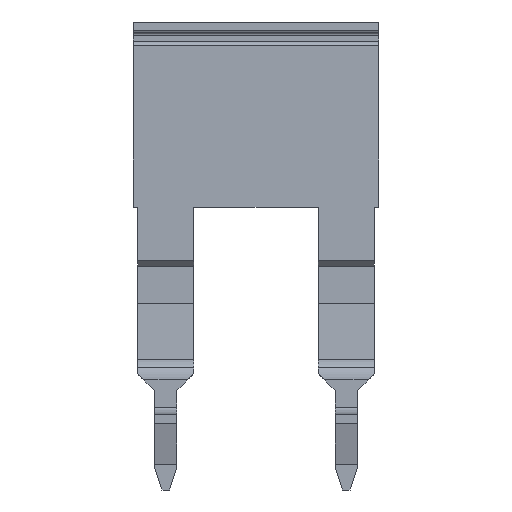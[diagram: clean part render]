
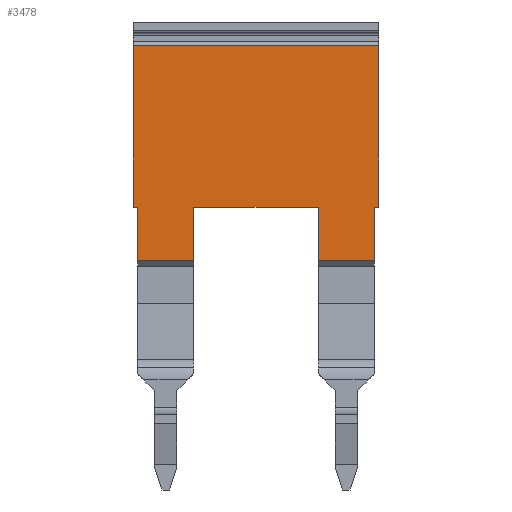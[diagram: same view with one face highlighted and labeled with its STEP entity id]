
A CAD part, front view. The second image highlights one B-rep face of the part: STEP entity #3478.
In plain terms, the highlighted planar face has unit normal (0, -1, 0).
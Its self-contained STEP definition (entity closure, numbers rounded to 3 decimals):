
#3401=AXIS2_PLACEMENT_3D('Plane Axis2P3D',#3398,#3399,#3400) ;
#2957=CARTESIAN_POINT('Vertex',(16.6,0.4,30.)) ;
#2960=CARTESIAN_POINT('Line Origine',(16.6,0.4,24.55)) ;
#2964=CARTESIAN_POINT('Vertex',(16.6,0.4,19.1)) ;
#3026=CARTESIAN_POINT('Vertex',(0.,0.4,19.1)) ;
#3029=CARTESIAN_POINT('Line Origine',(0.,0.4,24.55)) ;
#3033=CARTESIAN_POINT('Vertex',(0.,0.4,30.)) ;
#3386=CARTESIAN_POINT('Line Origine',(8.3,0.4,30.)) ;
#3398=CARTESIAN_POINT('Axis2P3D Location',(0.,0.4,15.5)) ;
#3403=CARTESIAN_POINT('Line Origine',(4.1,0.4,17.3)) ;
#3407=CARTESIAN_POINT('Vertex',(4.1,0.4,15.5)) ;
#3409=CARTESIAN_POINT('Vertex',(4.1,0.4,19.1)) ;
#3412=CARTESIAN_POINT('Line Origine',(8.3,0.4,19.1)) ;
#3416=CARTESIAN_POINT('Vertex',(12.5,0.4,19.1)) ;
#3419=CARTESIAN_POINT('Line Origine',(12.5,0.4,17.3)) ;
#3423=CARTESIAN_POINT('Vertex',(12.5,0.4,15.5)) ;
#3426=CARTESIAN_POINT('Line Origine',(14.4,0.4,15.5)) ;
#3430=CARTESIAN_POINT('Vertex',(16.3,0.4,15.5)) ;
#3433=CARTESIAN_POINT('Line Origine',(16.3,0.4,17.3)) ;
#3437=CARTESIAN_POINT('Vertex',(16.3,0.4,19.1)) ;
#3440=CARTESIAN_POINT('Line Origine',(16.45,0.4,19.1)) ;
#3445=CARTESIAN_POINT('Line Origine',(0.15,0.4,19.1)) ;
#3449=CARTESIAN_POINT('Vertex',(0.3,0.4,19.1)) ;
#3452=CARTESIAN_POINT('Line Origine',(0.3,0.4,17.3)) ;
#3456=CARTESIAN_POINT('Vertex',(0.3,0.4,15.5)) ;
#3459=CARTESIAN_POINT('Line Origine',(2.2,0.4,15.5)) ;
#2961=DIRECTION('Vector Direction',(0.,0.,1.)) ;
#3030=DIRECTION('Vector Direction',(0.,0.,1.)) ;
#3387=DIRECTION('Vector Direction',(1.,0.,0.)) ;
#3399=DIRECTION('Axis2P3D Direction',(0.,1.,0.)) ;
#3400=DIRECTION('Axis2P3D XDirection',(0.,0.,1.)) ;
#3404=DIRECTION('Vector Direction',(0.,0.,1.)) ;
#3413=DIRECTION('Vector Direction',(-1.,0.,0.)) ;
#3420=DIRECTION('Vector Direction',(0.,0.,1.)) ;
#3427=DIRECTION('Vector Direction',(1.,0.,0.)) ;
#3434=DIRECTION('Vector Direction',(0.,0.,1.)) ;
#3441=DIRECTION('Vector Direction',(-1.,0.,0.)) ;
#3446=DIRECTION('Vector Direction',(-1.,0.,0.)) ;
#3453=DIRECTION('Vector Direction',(0.,0.,1.)) ;
#3460=DIRECTION('Vector Direction',(1.,0.,0.)) ;
#2962=VECTOR('Line Direction',#2961,1.) ;
#3031=VECTOR('Line Direction',#3030,1.) ;
#3388=VECTOR('Line Direction',#3387,1.) ;
#3405=VECTOR('Line Direction',#3404,1.) ;
#3414=VECTOR('Line Direction',#3413,1.) ;
#3421=VECTOR('Line Direction',#3420,1.) ;
#3428=VECTOR('Line Direction',#3427,1.) ;
#3435=VECTOR('Line Direction',#3434,1.) ;
#3442=VECTOR('Line Direction',#3441,1.) ;
#3447=VECTOR('Line Direction',#3446,1.) ;
#3454=VECTOR('Line Direction',#3453,1.) ;
#3461=VECTOR('Line Direction',#3460,1.) ;
#3465=ORIENTED_EDGE('',*,*,#3411,.T.) ;
#3466=ORIENTED_EDGE('',*,*,#3418,.F.) ;
#3467=ORIENTED_EDGE('',*,*,#3425,.F.) ;
#3468=ORIENTED_EDGE('',*,*,#3432,.T.) ;
#3469=ORIENTED_EDGE('',*,*,#3439,.T.) ;
#3470=ORIENTED_EDGE('',*,*,#3444,.F.) ;
#3471=ORIENTED_EDGE('',*,*,#2966,.F.) ;
#3472=ORIENTED_EDGE('',*,*,#3390,.F.) ;
#3473=ORIENTED_EDGE('',*,*,#3035,.T.) ;
#3474=ORIENTED_EDGE('',*,*,#3451,.F.) ;
#3475=ORIENTED_EDGE('',*,*,#3458,.F.) ;
#3476=ORIENTED_EDGE('',*,*,#3463,.T.) ;
#3478=ADVANCED_FACE('V2',(#3477),#3402,.F.) ;
#2966=EDGE_CURVE('',#2958,#2965,#2963,.F.) ;
#3035=EDGE_CURVE('',#3034,#3027,#3032,.F.) ;
#3390=EDGE_CURVE('',#3034,#2958,#3389,.T.) ;
#3411=EDGE_CURVE('',#3408,#3410,#3406,.T.) ;
#3418=EDGE_CURVE('',#3417,#3410,#3415,.T.) ;
#3425=EDGE_CURVE('',#3424,#3417,#3422,.T.) ;
#3432=EDGE_CURVE('',#3424,#3431,#3429,.T.) ;
#3439=EDGE_CURVE('',#3431,#3438,#3436,.T.) ;
#3444=EDGE_CURVE('',#2965,#3438,#3443,.T.) ;
#3451=EDGE_CURVE('',#3450,#3027,#3448,.T.) ;
#3458=EDGE_CURVE('',#3457,#3450,#3455,.T.) ;
#3463=EDGE_CURVE('',#3457,#3408,#3462,.T.) ;
#3464=EDGE_LOOP('',(#3465,#3466,#3467,#3468,#3469,#3470,#3471,#3472,#3473,#3474,#3475,#3476)) ;
#3477=FACE_OUTER_BOUND('',#3464,.T.) ;
#2963=LINE('Line',#2960,#2962) ;
#3032=LINE('Line',#3029,#3031) ;
#3389=LINE('Line',#3386,#3388) ;
#3406=LINE('Line',#3403,#3405) ;
#3415=LINE('Line',#3412,#3414) ;
#3422=LINE('Line',#3419,#3421) ;
#3429=LINE('Line',#3426,#3428) ;
#3436=LINE('Line',#3433,#3435) ;
#3443=LINE('Line',#3440,#3442) ;
#3448=LINE('Line',#3445,#3447) ;
#3455=LINE('Line',#3452,#3454) ;
#3462=LINE('Line',#3459,#3461) ;
#3402=PLANE('',#3401) ;
#2958=VERTEX_POINT('',#2957) ;
#2965=VERTEX_POINT('',#2964) ;
#3027=VERTEX_POINT('',#3026) ;
#3034=VERTEX_POINT('',#3033) ;
#3408=VERTEX_POINT('',#3407) ;
#3410=VERTEX_POINT('',#3409) ;
#3417=VERTEX_POINT('',#3416) ;
#3424=VERTEX_POINT('',#3423) ;
#3431=VERTEX_POINT('',#3430) ;
#3438=VERTEX_POINT('',#3437) ;
#3450=VERTEX_POINT('',#3449) ;
#3457=VERTEX_POINT('',#3456) ;
